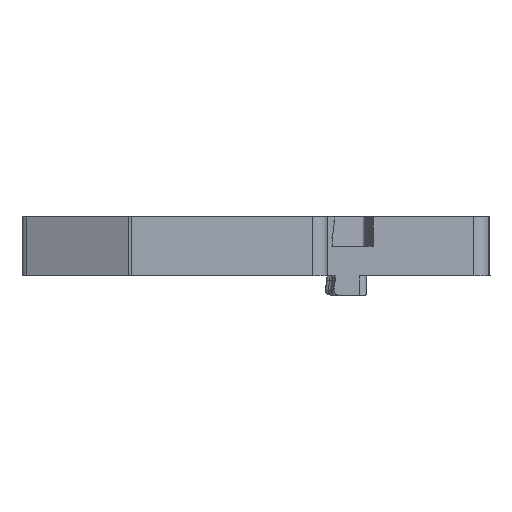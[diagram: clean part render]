
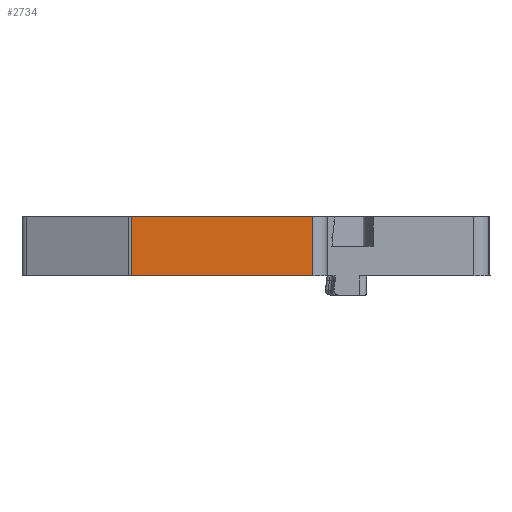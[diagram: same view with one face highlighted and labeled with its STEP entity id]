
A CAD part, front view. The second image highlights one B-rep face of the part: STEP entity #2734.
In plain terms, the highlighted planar face has unit normal (0, -1, 0).
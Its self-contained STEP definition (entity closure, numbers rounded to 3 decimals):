
#2734=ADVANCED_FACE('',(#4812),#3676,.T.);
#3676=PLANE('',#27131);
#4812=FACE_OUTER_BOUND('',#6147,.T.);
#6147=EDGE_LOOP('',(#12459,#12460,#12461,#12462));
#12459=ORIENTED_EDGE('',*,*,#19485,.F.);
#12460=ORIENTED_EDGE('',*,*,#19447,.T.);
#12461=ORIENTED_EDGE('',*,*,#19486,.F.);
#12462=ORIENTED_EDGE('',*,*,#16359,.F.);
#13851=VERTEX_POINT('',#34620);
#13852=VERTEX_POINT('',#34622);
#16017=VERTEX_POINT('',#41228);
#16018=VERTEX_POINT('',#41230);
#16359=EDGE_CURVE('',#13851,#13852,#20061,.T.);
#19447=EDGE_CURVE('',#16018,#16017,#22240,.T.);
#19485=EDGE_CURVE('',#16018,#13851,#22266,.T.);
#19486=EDGE_CURVE('',#13852,#16017,#22267,.T.);
#20061=LINE('',#34621,#22677);
#22240=LINE('',#41229,#24860);
#22266=LINE('',#41302,#24886);
#22267=LINE('',#41304,#24887);
#22677=VECTOR('',#27537,1.);
#24860=VECTOR('',#33364,1.);
#24886=VECTOR('',#33424,1.);
#24887=VECTOR('',#33427,1.);
#27131=AXIS2_PLACEMENT_3D('',#41305,#33428,#33429);
#27537=DIRECTION('',(1.,0.,0.));
#33364=DIRECTION('',(1.,0.,0.));
#33424=DIRECTION('',(0.,0.,1.));
#33427=DIRECTION('',(0.,0.,-1.));
#33428=DIRECTION('',(0.,-1.,0.));
#33429=DIRECTION('',(-1.,0.,0.));
#34620=CARTESIAN_POINT('',(-266.361,-78.92,0.));
#34621=CARTESIAN_POINT('',(-266.361,-78.92,0.));
#34622=CARTESIAN_POINT('',(-254.112,-78.92,0.));
#41228=CARTESIAN_POINT('',(-254.112,-78.92,-4.));
#41229=CARTESIAN_POINT('',(-266.361,-78.92,-4.));
#41230=CARTESIAN_POINT('',(-266.361,-78.92,-4.));
#41302=CARTESIAN_POINT('',(-266.361,-78.92,-4.));
#41304=CARTESIAN_POINT('',(-254.112,-78.92,0.));
#41305=CARTESIAN_POINT('',(-266.361,-78.92,-4.));
